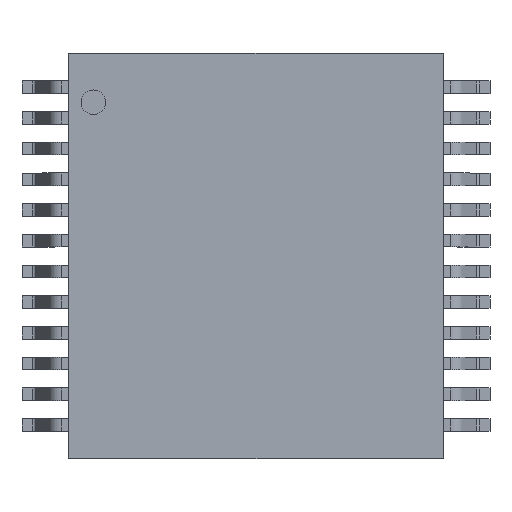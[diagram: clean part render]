
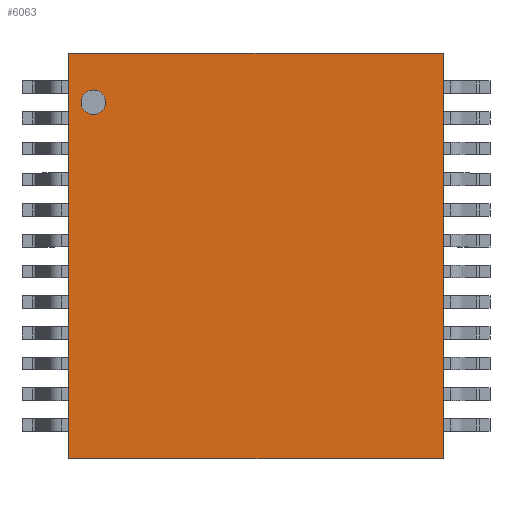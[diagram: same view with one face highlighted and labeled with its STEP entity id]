
A CAD part, top view. The second image highlights one B-rep face of the part: STEP entity #6063.
In plain terms, the highlighted planar face has unit normal (0, 0, 1).
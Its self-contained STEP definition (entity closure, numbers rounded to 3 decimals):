
#71=LINE('',#8815,#779);
#72=LINE('',#8817,#780);
#73=LINE('',#8819,#781);
#74=LINE('',#8820,#782);
#779=VECTOR('',#7007,12.19);
#780=VECTOR('',#7008,13.21);
#781=VECTOR('',#7009,12.19);
#782=VECTOR('',#7010,13.21);
#1488=PLANE('',#6449);
#1747=FACE_BOUND('',#2108,.T.);
#1750=FACE_OUTER_BOUND('',#2107,.T.);
#2107=EDGE_LOOP('',(#4163,#4164,#4165,#4166));
#2108=EDGE_LOOP('',(#4167));
#2463=CIRCLE('',#6447,0.4);
#2657=VERTEX_POINT('',#8809);
#2658=VERTEX_POINT('',#8813);
#2659=VERTEX_POINT('',#8814);
#2660=VERTEX_POINT('',#8816);
#2661=VERTEX_POINT('',#8818);
#3259=EDGE_CURVE('',#2657,#2657,#2463,.T.);
#3260=EDGE_CURVE('',#2658,#2659,#71,.T.);
#3261=EDGE_CURVE('',#2659,#2660,#72,.T.);
#3262=EDGE_CURVE('',#2660,#2661,#73,.T.);
#3263=EDGE_CURVE('',#2661,#2658,#74,.T.);
#4163=ORIENTED_EDGE('',*,*,#3260,.T.);
#4164=ORIENTED_EDGE('',*,*,#3261,.T.);
#4165=ORIENTED_EDGE('',*,*,#3262,.T.);
#4166=ORIENTED_EDGE('',*,*,#3263,.T.);
#4167=ORIENTED_EDGE('',*,*,#3259,.T.);
#6063=ADVANCED_FACE('',(#1750,#1747),#1488,.T.);
#6447=AXIS2_PLACEMENT_3D('',#8810,#7001,#7002);
#6449=AXIS2_PLACEMENT_3D('',#8812,#7005,#7006);
#7001=DIRECTION('center_axis',(0.,0.,-1.));
#7002=DIRECTION('ref_axis',(0.,1.,0.));
#7005=DIRECTION('center_axis',(0.,0.,1.));
#7006=DIRECTION('ref_axis',(0.,-1.,0.));
#7007=DIRECTION('',(1.,0.,0.));
#7008=DIRECTION('',(0.,1.,0.));
#7009=DIRECTION('',(-1.,0.,0.));
#7010=DIRECTION('',(0.,-1.,0.));
#8809=CARTESIAN_POINT('',(-5.295,4.605,3.76));
#8810=CARTESIAN_POINT('Origin',(-5.295,5.005,3.76));
#8812=CARTESIAN_POINT('Origin',(0.,0.,
3.76));
#8813=CARTESIAN_POINT('',(-6.095,-6.605,3.76));
#8814=CARTESIAN_POINT('',(6.095,-6.605,3.76));
#8815=CARTESIAN_POINT('',(0.,-6.605,3.76));
#8816=CARTESIAN_POINT('',(6.095,6.605,3.76));
#8817=CARTESIAN_POINT('',(6.095,0.,3.76));
#8818=CARTESIAN_POINT('',(-6.095,6.605,3.76));
#8819=CARTESIAN_POINT('',(0.,6.605,3.76));
#8820=CARTESIAN_POINT('',(-6.095,0.,3.76));
